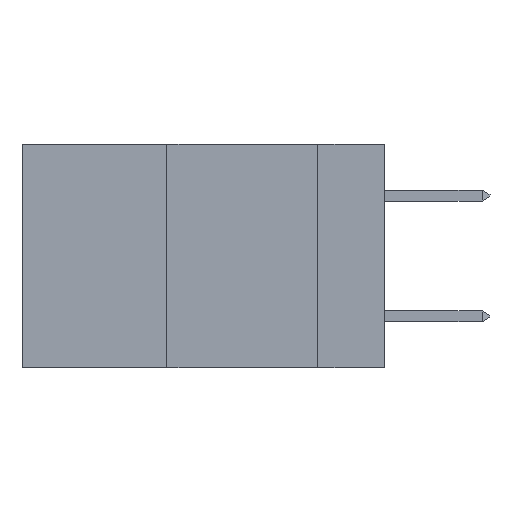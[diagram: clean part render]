
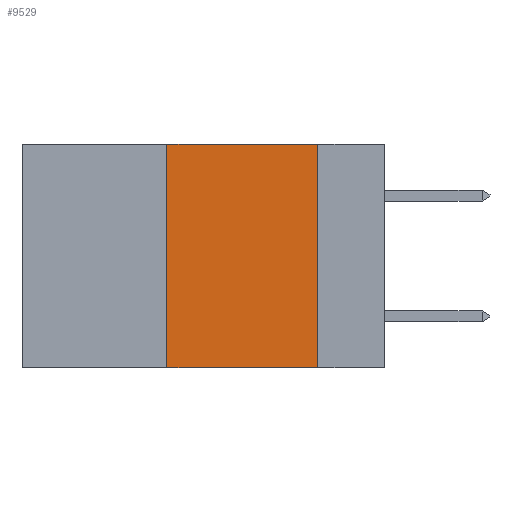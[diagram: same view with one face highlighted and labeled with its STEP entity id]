
A CAD part, left-side view. The second image highlights one B-rep face of the part: STEP entity #9529.
In plain terms, the highlighted planar face has unit normal (-1, 0, 0).
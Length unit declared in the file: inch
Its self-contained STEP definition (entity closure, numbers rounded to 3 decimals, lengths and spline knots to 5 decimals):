
#284 = DIRECTION ( 'NONE',  ( 0., 0., -1. ) ) ;
#338 = CARTESIAN_POINT ( 'NONE',  ( 0., 0.11, 0. ) ) ;
#531 = EDGE_CURVE ( 'NONE', #10270, #4584, #9107, .T. ) ;
#944 = ORIENTED_EDGE ( 'NONE', *, *, #3447, .F. ) ;
#966 = ORIENTED_EDGE ( 'NONE', *, *, #531, .T. ) ;
#1526 = CARTESIAN_POINT ( 'NONE',  ( 0., 0.6, -0.37 ) ) ;
#1972 = ORIENTED_EDGE ( 'NONE', *, *, #3380, .F. ) ;
#2019 = DIRECTION ( 'NONE',  ( 0., -1., 0. ) ) ;
#2107 = DIRECTION ( 'NONE',  ( 1., 0., 0. ) ) ;
#2202 = CARTESIAN_POINT ( 'NONE',  ( 0., 0.36, 0. ) ) ;
#2219 = CARTESIAN_POINT ( 'NONE',  ( 0., 0.36, -0.37 ) ) ;
#2228 = EDGE_LOOP ( 'NONE', ( #944, #4290, #1972, #966 ) ) ;
#2376 = CARTESIAN_POINT ( 'NONE',  ( 0., 0.11, 0. ) ) ;
#2409 = VECTOR ( 'NONE', #284, 39.37008 ) ;
#3001 = VECTOR ( 'NONE', #2019, 39.37008 ) ;
#3380 = EDGE_CURVE ( 'NONE', #10270, #7859, #5584, .T. ) ;
#3447 = EDGE_CURVE ( 'NONE', #4880, #4584, #8566, .T. ) ;
#3730 = LINE ( 'NONE', #5293, #7771 ) ;
#4290 = ORIENTED_EDGE ( 'NONE', *, *, #7455, .F. ) ;
#4584 = VERTEX_POINT ( 'NONE', #9555 ) ;
#4880 = VERTEX_POINT ( 'NONE', #2376 ) ;
#5293 = CARTESIAN_POINT ( 'NONE',  ( 0., 0.6, 0. ) ) ;
#5584 = LINE ( 'NONE', #2202, #5797 ) ;
#5797 = VECTOR ( 'NONE', #10418, 39.37008 ) ;
#5920 = CARTESIAN_POINT ( 'NONE',  ( 0., 0.36, 0. ) ) ;
#6014 = DIRECTION ( 'NONE',  ( 0., -1., 0. ) ) ;
#6643 = PLANE ( 'NONE',  #10457 ) ;
#6982 = FACE_OUTER_BOUND ( 'NONE', #2228, .T. ) ;
#7455 = EDGE_CURVE ( 'NONE', #7859, #4880, #3730, .T. ) ;
#7527 = DIRECTION ( 'NONE',  ( 0., 0., -1. ) ) ;
#7771 = VECTOR ( 'NONE', #6014, 39.37008 ) ;
#7859 = VERTEX_POINT ( 'NONE', #5920 ) ;
#8566 = LINE ( 'NONE', #338, #2409 ) ;
#9107 = LINE ( 'NONE', #1526, #3001 ) ;
#9529 = ADVANCED_FACE ( 'NONE', ( #6982 ), #6643, .F. ) ;
#9555 = CARTESIAN_POINT ( 'NONE',  ( 0., 0.11, -0.37 ) ) ;
#9651 = CARTESIAN_POINT ( 'NONE',  ( 0., 0.6, 0. ) ) ;
#10270 = VERTEX_POINT ( 'NONE', #2219 ) ;
#10418 = DIRECTION ( 'NONE',  ( 0., 0., 1. ) ) ;
#10457 = AXIS2_PLACEMENT_3D ( 'NONE', #9651, #2107, #7527 ) ;
